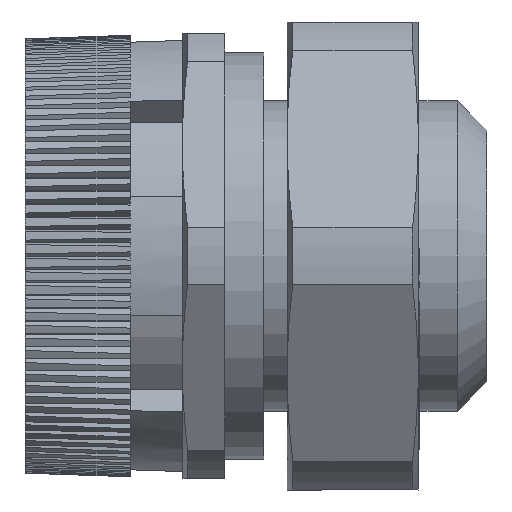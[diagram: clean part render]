
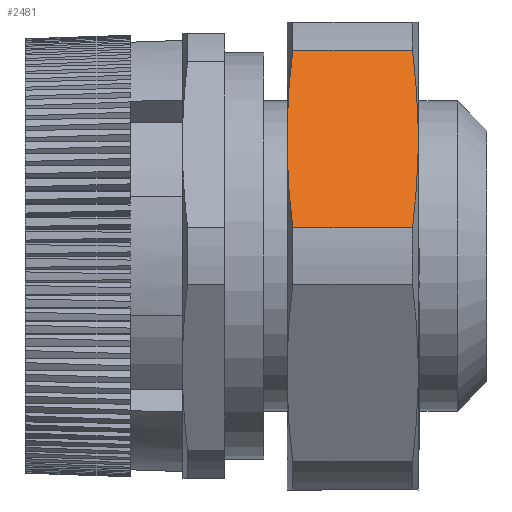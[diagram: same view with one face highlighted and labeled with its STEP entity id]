
A CAD part, left-side view. The second image highlights one B-rep face of the part: STEP entity #2481.
In plain terms, the highlighted planar face has unit normal (-0.866, 0, 0.5).
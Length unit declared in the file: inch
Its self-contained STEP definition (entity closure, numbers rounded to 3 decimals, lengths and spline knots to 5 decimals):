
#740 = VERTEX_POINT ( 'NONE', #7853 ) ;
#807 = B_SPLINE_CURVE_WITH_KNOTS ( 'NONE', 3,
 ( #8091, #3412, #4337, #14766 ),
 .UNSPECIFIED., .F., .F.,
 ( 4, 4 ),
 ( 0., 0.00336 ),
 .UNSPECIFIED. ) ;
#1014 = CARTESIAN_POINT ( 'NONE',  ( -0.33761, 0.10356, 0.11859 ) ) ;
#1341 = EDGE_CURVE ( 'NONE', #7001, #5475, #807, .T. ) ;
#1589 = DIRECTION ( 'NONE',  ( -0.866, 0., 0.5 ) ) ;
#2481 = ADVANCED_FACE ( 'NONE', ( #11718 ), #2751, .T. ) ;
#2540 = DIRECTION ( 'NONE',  ( -0.5, 0., -0.866 ) ) ;
#2750 = B_SPLINE_CURVE_WITH_KNOTS ( 'NONE', 3,
 ( #10418, #15340, #4061, #11640 ),
 .UNSPECIFIED., .F., .F.,
 ( 4, 4 ),
 ( 0., 0.00336 ),
 .UNSPECIFIED. ) ;
#2751 = PLANE ( 'NONE',  #10592 ) ;
#3029 = CARTESIAN_POINT ( 'NONE',  ( -0.38149, 0.29123, 0.04259 ) ) ;
#3412 = CARTESIAN_POINT ( 'NONE',  ( -0.27151, 0.29893, 0.23308 ) ) ;
#3713 = CARTESIAN_POINT ( 'NONE',  ( -0.38149, 0.11126, 0.04259 ) ) ;
#3767 = LINE ( 'NONE', #16028, #8756 ) ;
#4061 = CARTESIAN_POINT ( 'NONE',  ( -0.24954, 0.10655, 0.27113 ) ) ;
#4139 = EDGE_CURVE ( 'NONE', #7494, #5475, #12852, .T. ) ;
#4337 = CARTESIAN_POINT ( 'NONE',  ( -0.24954, 0.29594, 0.27113 ) ) ;
#4544 = EDGE_LOOP ( 'NONE', ( #15168, #9003, #13021, #10545, #12459, #6268, #8715, #8110 ) ) ;
#4655 = EDGE_CURVE ( 'NONE', #7001, #5190, #3767, .T. ) ;
#4705 = VERTEX_POINT ( 'NONE', #14286 ) ;
#4857 = CARTESIAN_POINT ( 'NONE',  ( -0.35958, 0.10655, 0.08054 ) ) ;
#5134 = VECTOR ( 'NONE', #14310, 39.37008 ) ;
#5190 = VERTEX_POINT ( 'NONE', #11866 ) ;
#5471 = LINE ( 'NONE', #12902, #5134 ) ;
#5475 = VERTEX_POINT ( 'NONE', #15297 ) ;
#6268 = ORIENTED_EDGE ( 'NONE', *, *, #10018, .T. ) ;
#6439 = EDGE_CURVE ( 'NONE', #11463, #740, #15962, .T. ) ;
#6595 = VERTEX_POINT ( 'NONE', #15069 ) ;
#6612 = CARTESIAN_POINT ( 'NONE',  ( -0.35958, 0.29594, 0.08054 ) ) ;
#6705 = CARTESIAN_POINT ( 'NONE',  ( -0.33761, 0.29893, 0.11859 ) ) ;
#7001 = VERTEX_POINT ( 'NONE', #12655 ) ;
#7011 = EDGE_CURVE ( 'NONE', #4705, #740, #5471, .T. ) ;
#7494 = VERTEX_POINT ( 'NONE', #9203 ) ;
#7732 = DIRECTION ( 'NONE',  ( 0.5, 0., 0.866 ) ) ;
#7853 = CARTESIAN_POINT ( 'NONE',  ( -0.31557, 0.10282, 0.15676 ) ) ;
#8091 = CARTESIAN_POINT ( 'NONE',  ( -0.29355, 0.29967, 0.19491 ) ) ;
#8110 = ORIENTED_EDGE ( 'NONE', *, *, #7011, .F. ) ;
#8263 = EDGE_CURVE ( 'NONE', #6595, #5190, #15946, .T. ) ;
#8685 = CARTESIAN_POINT ( 'NONE',  ( -0.31557, 0.10282, 0.15676 ) ) ;
#8715 = ORIENTED_EDGE ( 'NONE', *, *, #6439, .T. ) ;
#8756 = VECTOR ( 'NONE', #2540, 39.37008 ) ;
#9003 = ORIENTED_EDGE ( 'NONE', *, *, #4139, .T. ) ;
#9203 = CARTESIAN_POINT ( 'NONE',  ( -0.22763, 0.11126, 0.30908 ) ) ;
#9253 = CARTESIAN_POINT ( 'NONE',  ( -0.22763, 0.29967, 0.30908 ) ) ;
#9301 = CARTESIAN_POINT ( 'NONE',  ( -0.38149, 0.11126, 0.04259 ) ) ;
#9399 = DIRECTION ( 'NONE',  ( 0., -1., 0. ) ) ;
#9549 = VECTOR ( 'NONE', #9399, 39.37008 ) ;
#9721 = CARTESIAN_POINT ( 'NONE',  ( -0.38149, 0.29967, 0.04259 ) ) ;
#10018 = EDGE_CURVE ( 'NONE', #6595, #11463, #12257, .T. ) ;
#10418 = CARTESIAN_POINT ( 'NONE',  ( -0.29355, 0.10282, 0.19491 ) ) ;
#10529 = CARTESIAN_POINT ( 'NONE',  ( -0.31557, 0.29967, 0.15676 ) ) ;
#10545 = ORIENTED_EDGE ( 'NONE', *, *, #4655, .T. ) ;
#10592 = AXIS2_PLACEMENT_3D ( 'NONE', #11546, #1589, #7732 ) ;
#11463 = VERTEX_POINT ( 'NONE', #9301 ) ;
#11546 = CARTESIAN_POINT ( 'NONE',  ( -0.38149, 0.29967, 0.04259 ) ) ;
#11640 = CARTESIAN_POINT ( 'NONE',  ( -0.22763, 0.11126, 0.30908 ) ) ;
#11718 = FACE_OUTER_BOUND ( 'NONE', #4544, .T. ) ;
#11866 = CARTESIAN_POINT ( 'NONE',  ( -0.31557, 0.29967, 0.15676 ) ) ;
#12257 = LINE ( 'NONE', #9721, #9549 ) ;
#12459 = ORIENTED_EDGE ( 'NONE', *, *, #8263, .F. ) ;
#12655 = CARTESIAN_POINT ( 'NONE',  ( -0.29355, 0.29967, 0.19491 ) ) ;
#12852 = LINE ( 'NONE', #9253, #13652 ) ;
#12902 = CARTESIAN_POINT ( 'NONE',  ( -0.29355, 0.10282, 0.19491 ) ) ;
#13021 = ORIENTED_EDGE ( 'NONE', *, *, #1341, .F. ) ;
#13652 = VECTOR ( 'NONE', #14258, 39.37008 ) ;
#13769 = EDGE_CURVE ( 'NONE', #4705, #7494, #2750, .T. ) ;
#14258 = DIRECTION ( 'NONE',  ( 0., 1., 0. ) ) ;
#14286 = CARTESIAN_POINT ( 'NONE',  ( -0.29355, 0.10282, 0.19491 ) ) ;
#14310 = DIRECTION ( 'NONE',  ( -0.5, 0., -0.866 ) ) ;
#14766 = CARTESIAN_POINT ( 'NONE',  ( -0.22763, 0.29123, 0.30908 ) ) ;
#15069 = CARTESIAN_POINT ( 'NONE',  ( -0.38149, 0.29123, 0.04259 ) ) ;
#15168 = ORIENTED_EDGE ( 'NONE', *, *, #13769, .T. ) ;
#15297 = CARTESIAN_POINT ( 'NONE',  ( -0.22763, 0.29123, 0.30908 ) ) ;
#15340 = CARTESIAN_POINT ( 'NONE',  ( -0.27151, 0.10356, 0.23308 ) ) ;
#15946 = B_SPLINE_CURVE_WITH_KNOTS ( 'NONE', 3,
 ( #3029, #6612, #6705, #10529 ),
 .UNSPECIFIED., .F., .F.,
 ( 4, 4 ),
 ( 0., 0.00336 ),
 .UNSPECIFIED. ) ;
#15962 = B_SPLINE_CURVE_WITH_KNOTS ( 'NONE', 3,
 ( #3713, #4857, #1014, #8685 ),
 .UNSPECIFIED., .F., .F.,
 ( 4, 4 ),
 ( 0., 0.00336 ),
 .UNSPECIFIED. ) ;
#16028 = CARTESIAN_POINT ( 'NONE',  ( -0.38149, 0.29967, 0.04259 ) ) ;
